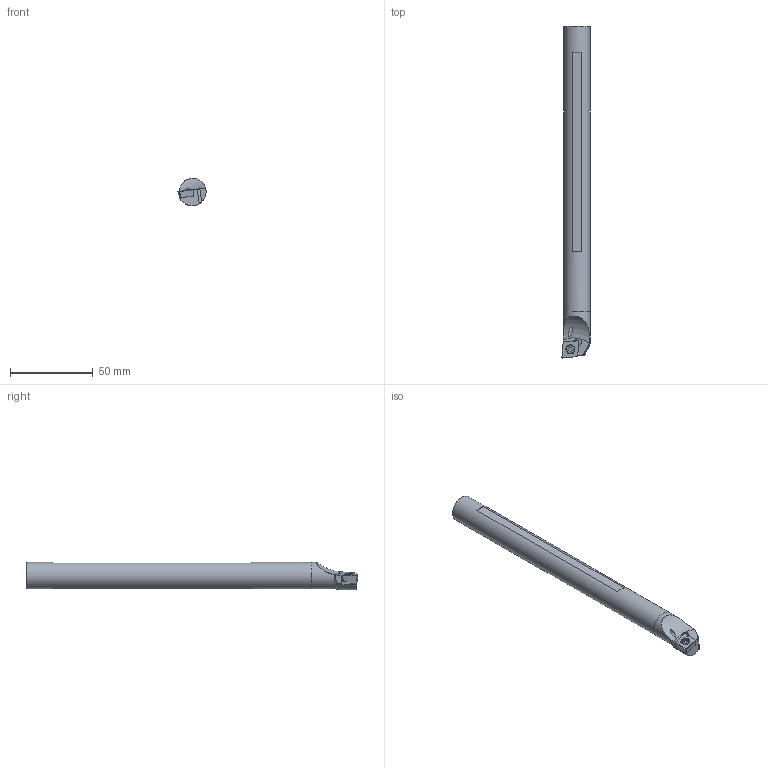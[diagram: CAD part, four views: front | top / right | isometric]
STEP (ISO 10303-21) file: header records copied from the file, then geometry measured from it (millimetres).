
FILE_DESCRIPTION(/* description */ ('Unknown'),/* implementation_level */ '2;1');
FILE_NAME(/* name */ 'E16Q SCLCL 09',/* time_stamp */ '2021-06-29T11:42:47+08:00',/* author */ ('Unknown'),/* organization */ ('Unknown'),/* preprocessor_version */ 'ST-DEVELOPER v16.7',/* originating_system */ 'DEX',/* authorisation */ $);
FILE_SCHEMA (('AUTOMOTIVE_DESIGN {1 0 10303 214 3 1 1}'));
Length unit declared in the file: millimetre
Products named in the file (5): E16Q SCLCL 09; 16Q; M4-7L; E1628R_mir; CCMT 09T304
Assembly tree (4 placements, depth 2):
  E16Q SCLCL 09
    16Q
    M4-7L
    E1628R_mir
    CCMT 09T304
Bounding box: 17.02 x 200.12 x 16.5 mm (x, y, z)
Volume: 34731.2 mm3; surface area: 13905.7 mm2
Topology: 4 solids, 4 shells, 85 faces, 216 edges, 142 vertices
Faces by surface type: plane 45, cylinder 33, cone 4, torus 3
Full cylindrical faces by diameter (mm): 2 x1, 4 x1, 4.4 x2, 5 x2, 5.5 x1, 16 x2
Entity records: 2669 total; most frequent: CARTESIAN_POINT 517, DIRECTION 436, ORIENTED_EDGE 396, EDGE_CURVE 198, AXIS2_PLACEMENT_3D 163, VERTEX_POINT 137, LINE 110, VECTOR 110
